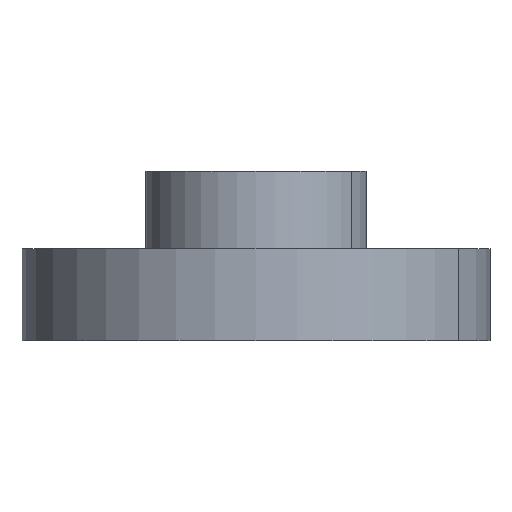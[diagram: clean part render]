
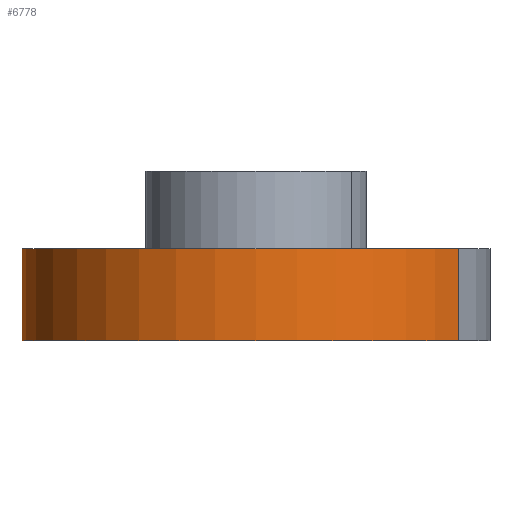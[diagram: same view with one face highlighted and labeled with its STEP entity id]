
A CAD part, left-side view. The second image highlights one B-rep face of the part: STEP entity #6778.
In plain terms, the highlighted cylindrical face has radius 12.7 mm (diameter 25.4 mm), a partial arc.
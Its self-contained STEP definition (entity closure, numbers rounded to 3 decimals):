
#32 = DIRECTION ( 'NONE',  ( 0., 0., 1. ) ) ;
#455 = CARTESIAN_POINT ( 'NONE',  ( 5.595, 11.403, 1.43 ) ) ;
#595 = CARTESIAN_POINT ( 'NONE',  ( 4.983, 11.682, 0.726 ) ) ;
#628 = DIRECTION ( 'NONE',  ( 0.5, 0.866, 0. ) ) ;
#730 = CARTESIAN_POINT ( 'NONE',  ( -6.35, -10.999, 2.5 ) ) ;
#790 = CARTESIAN_POINT ( 'NONE',  ( 6.35, 10.998, 2.5 ) ) ;
#1597 = CARTESIAN_POINT ( 'NONE',  ( 5.425, 11.484, 1.309 ) ) ;
#1651 = CARTESIAN_POINT ( 'NONE',  ( 5.96, 11.217, 1.594 ) ) ;
#1703 = CARTESIAN_POINT ( 'NONE',  ( 4.823, 11.749, 0.214 ) ) ;
#1881 = ORIENTED_EDGE ( 'NONE', *, *, #11929, .T. ) ;
#2081 = CARTESIAN_POINT ( 'NONE',  ( 6.349, 10.999, 1.637 ) ) ;
#2500 = DIRECTION ( 'NONE',  ( -0.5, -0.866, 0. ) ) ;
#2516 = FACE_OUTER_BOUND ( 'NONE', #8176, .T. ) ;
#2760 = CARTESIAN_POINT ( 'NONE',  ( 5.597, 11.402, -1.431 ) ) ;
#2853 = CARTESIAN_POINT ( 'NONE',  ( 5.031, 11.661, 0.82 ) ) ;
#2907 = CARTESIAN_POINT ( 'NONE',  ( 6.158, 11.109, -1.637 ) ) ;
#3231 = CARTESIAN_POINT ( 'NONE',  ( 6.35, 10.998, 2.5 ) ) ;
#3754 = CARTESIAN_POINT ( 'NONE',  ( 6.348, 10.999, 1.637 ) ) ;
#3973 = CARTESIAN_POINT ( 'NONE',  ( 5.962, 11.216, -1.594 ) ) ;
#4038 = VERTEX_POINT ( 'NONE', #8155 ) ;
#4113 = CARTESIAN_POINT ( 'NONE',  ( 4.823, 11.749, -0.108 ) ) ;
#4258 = AXIS2_PLACEMENT_3D ( 'NONE', #9413, #11754, #2500 ) ;
#4658 = CARTESIAN_POINT ( 'NONE',  ( 0., 0., 2.5 ) ) ;
#4923 = B_SPLINE_CURVE_WITH_KNOTS ( 'NONE', 3,
 ( #11447, #13663, #5698, #5742, #2081, #6856 ),
 .UNSPECIFIED., .F., .F.,
 ( 4, 2, 4 ),
 ( 0.5, 0.5, 0.5 ),
 .UNSPECIFIED. ) ;
#5114 = B_SPLINE_CURVE_WITH_KNOTS ( 'NONE', 3,
 ( #8651, #7381, #1651, #455, #1597, #14398, #8507, #2853, #595, #13336, #1703, #4113, #8703, #10965, #6418, #14490, #9820, #7421, #9726, #9867, #2760, #3973, #2907, #13149 ),
 .UNSPECIFIED., .F., .F.,
 ( 4, 2, 2, 2, 2, 2, 2, 2, 2, 2, 2, 4 ),
 ( 0.5, 0.563, 0.625, 0.656, 0.688, 0.75, 0.781, 0.813, 0.844, 0.875, 0.938, 1. ),
 .UNSPECIFIED. ) ;
#5261 = VERTEX_POINT ( 'NONE', #10990 ) ;
#5442 = VERTEX_POINT ( 'NONE', #14952 ) ;
#5698 = CARTESIAN_POINT ( 'NONE',  ( 6.35, 10.999, 1.637 ) ) ;
#5742 = CARTESIAN_POINT ( 'NONE',  ( 6.349, 10.999, 1.637 ) ) ;
#5951 = DIRECTION ( 'NONE',  ( 0.5, 0.866, 0. ) ) ;
#6377 = VECTOR ( 'NONE', #7855, 1000. ) ;
#6418 = CARTESIAN_POINT ( 'NONE',  ( 4.904, 11.715, -0.529 ) ) ;
#6778 = ADVANCED_FACE ( 'NONE', ( #2516 ), #13011, .T. ) ;
#6812 = EDGE_CURVE ( 'NONE', #14314, #7824, #13179, .T. ) ;
#6856 = CARTESIAN_POINT ( 'NONE',  ( 6.348, 10.999, 1.637 ) ) ;
#6959 = EDGE_CURVE ( 'NONE', #13927, #4038, #5114, .T. ) ;
#7139 = EDGE_CURVE ( 'NONE', #7824, #5442, #13719, .T. ) ;
#7219 = VECTOR ( 'NONE', #11265, 1000. ) ;
#7381 = CARTESIAN_POINT ( 'NONE',  ( 6.157, 11.11, 1.637 ) ) ;
#7421 = CARTESIAN_POINT ( 'NONE',  ( 5.146, 11.611, -1. ) ) ;
#7454 = CARTESIAN_POINT ( 'NONE',  ( 0., 0., -2.5 ) ) ;
#7607 = AXIS2_PLACEMENT_3D ( 'NONE', #4658, #32, #5951 ) ;
#7824 = VERTEX_POINT ( 'NONE', #730 ) ;
#7855 = DIRECTION ( 'NONE',  ( 0., 0., -1. ) ) ;
#8155 = CARTESIAN_POINT ( 'NONE',  ( 6.35, 10.998, -1.637 ) ) ;
#8176 = EDGE_LOOP ( 'NONE', ( #10330, #8829, #1881, #14144, #12793, #10804, #10417 ) ) ;
#8260 = CARTESIAN_POINT ( 'NONE',  ( 6.35, 10.998, 1.637 ) ) ;
#8368 = VERTEX_POINT ( 'NONE', #8260 ) ;
#8507 = CARTESIAN_POINT ( 'NONE',  ( 5.144, 11.612, 0.997 ) ) ;
#8651 = CARTESIAN_POINT ( 'NONE',  ( 6.348, 10.999, 1.637 ) ) ;
#8703 = CARTESIAN_POINT ( 'NONE',  ( 4.833, 11.744, -0.215 ) ) ;
#8820 = CIRCLE ( 'NONE', #13526, 12.7 ) ;
#8829 = ORIENTED_EDGE ( 'NONE', *, *, #13466, .T. ) ;
#9180 = EDGE_CURVE ( 'NONE', #5261, #5442, #8820, .T. ) ;
#9413 = CARTESIAN_POINT ( 'NONE',  ( 0., 0., 2.5 ) ) ;
#9500 = LINE ( 'NONE', #10098, #6377 ) ;
#9726 = CARTESIAN_POINT ( 'NONE',  ( 5.211, 11.582, -1.083 ) ) ;
#9820 = CARTESIAN_POINT ( 'NONE',  ( 5.031, 11.661, -0.821 ) ) ;
#9867 = CARTESIAN_POINT ( 'NONE',  ( 5.426, 11.484, -1.309 ) ) ;
#10098 = CARTESIAN_POINT ( 'NONE',  ( 6.35, 10.998, 2.5 ) ) ;
#10330 = ORIENTED_EDGE ( 'NONE', *, *, #6812, .F. ) ;
#10417 = ORIENTED_EDGE ( 'NONE', *, *, #7139, .F. ) ;
#10804 = ORIENTED_EDGE ( 'NONE', *, *, #9180, .T. ) ;
#10965 = CARTESIAN_POINT ( 'NONE',  ( 4.874, 11.728, -0.425 ) ) ;
#10990 = CARTESIAN_POINT ( 'NONE',  ( 6.35, 10.998, -2.5 ) ) ;
#11265 = DIRECTION ( 'NONE',  ( 0., 0., -1. ) ) ;
#11315 = DIRECTION ( 'NONE',  ( 0., 0., -1. ) ) ;
#11447 = CARTESIAN_POINT ( 'NONE',  ( 6.35, 10.998, 1.637 ) ) ;
#11555 = EDGE_CURVE ( 'NONE', #4038, #5261, #12762, .T. ) ;
#11754 = DIRECTION ( 'NONE',  ( 0., 0., -1. ) ) ;
#11929 = EDGE_CURVE ( 'NONE', #8368, #13927, #4923, .T. ) ;
#12762 = LINE ( 'NONE', #790, #13854 ) ;
#12793 = ORIENTED_EDGE ( 'NONE', *, *, #11555, .T. ) ;
#13011 = CYLINDRICAL_SURFACE ( 'NONE', #4258, 12.7 ) ;
#13149 = CARTESIAN_POINT ( 'NONE',  ( 6.35, 10.998, -1.637 ) ) ;
#13177 = DIRECTION ( 'NONE',  ( 0., 0., 1. ) ) ;
#13179 = CIRCLE ( 'NONE', #7607, 12.7 ) ;
#13336 = CARTESIAN_POINT ( 'NONE',  ( 4.864, 11.732, 0.427 ) ) ;
#13466 = EDGE_CURVE ( 'NONE', #14314, #8368, #9500, .T. ) ;
#13526 = AXIS2_PLACEMENT_3D ( 'NONE', #7454, #13177, #628 ) ;
#13596 = CARTESIAN_POINT ( 'NONE',  ( -6.35, -10.999, 2.5 ) ) ;
#13663 = CARTESIAN_POINT ( 'NONE',  ( 6.35, 10.999, 1.637 ) ) ;
#13719 = LINE ( 'NONE', #13596, #7219 ) ;
#13854 = VECTOR ( 'NONE', #11315, 1000. ) ;
#13927 = VERTEX_POINT ( 'NONE', #3754 ) ;
#14144 = ORIENTED_EDGE ( 'NONE', *, *, #6959, .T. ) ;
#14314 = VERTEX_POINT ( 'NONE', #3231 ) ;
#14398 = CARTESIAN_POINT ( 'NONE',  ( 5.21, 11.582, 1.081 ) ) ;
#14490 = CARTESIAN_POINT ( 'NONE',  ( 4.983, 11.682, -0.727 ) ) ;
#14952 = CARTESIAN_POINT ( 'NONE',  ( -6.35, -10.999, -2.5 ) ) ;
